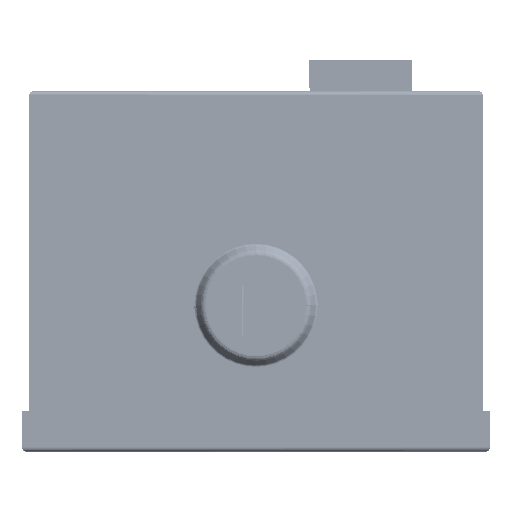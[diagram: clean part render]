
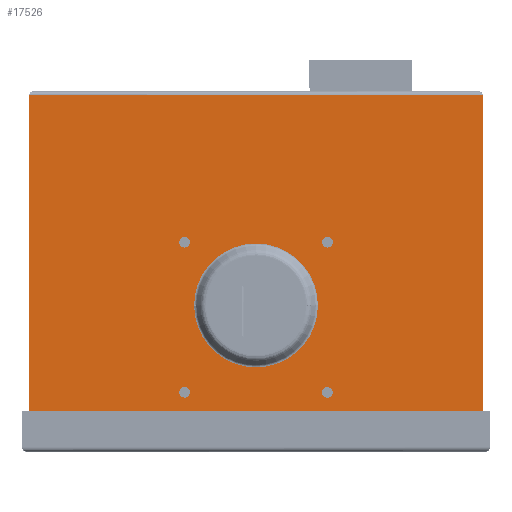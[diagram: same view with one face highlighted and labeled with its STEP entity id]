
A CAD part, front view. The second image highlights one B-rep face of the part: STEP entity #17526.
In plain terms, the highlighted planar face has unit normal (0, -1, 0).
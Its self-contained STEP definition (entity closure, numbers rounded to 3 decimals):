
#2937=CARTESIAN_POINT('',(190.5,0.,-1.8));
#2939=DIRECTION('',(-1.,0.,0.));
#2940=VECTOR('',#2939,190.5);
#2941=CARTESIAN_POINT('',(190.5,0.,-1.8));
#2942=LINE('',#2941,#2940);
#2943=CARTESIAN_POINT('',(0.,0.,-1.8));
#6021=DIRECTION('',(-0.5,0.,0.866));
#6022=VECTOR('',#6021,2.078);
#6023=CARTESIAN_POINT('',(170.739,0.,-150.));
#6024=LINE('',#6023,#6022);
#6025=DIRECTION('',(-0.5,0.,-0.866));
#6026=VECTOR('',#6025,2.078);
#6027=CARTESIAN_POINT('',(20.8,0.,-148.2));
#6028=LINE('',#6027,#6026);
#6029=DIRECTION('',(-1.,0.,0.));
#6030=VECTOR('',#6029,18.161);
#6031=CARTESIAN_POINT('',(19.761,0.,-150.));
#6032=LINE('',#6031,#6030);
#6033=CARTESIAN_POINT('',(1.6,0.,-148.4));
#6034=DIRECTION('',(0.,1.,0.));
#6035=DIRECTION('',(0.,0.,-1.));
#6036=AXIS2_PLACEMENT_3D('',#6033,#6034,#6035);
#6038=DIRECTION('',(0.,0.,-1.));
#6039=VECTOR('',#6038,146.6);
#6040=CARTESIAN_POINT('',(190.5,0.,-1.8));
#6041=LINE('',#6040,#6039);
#6042=CARTESIAN_POINT('',(188.9,0.,-148.4));
#6043=DIRECTION('',(0.,1.,0.));
#6044=DIRECTION('',(1.,0.,0.));
#6045=AXIS2_PLACEMENT_3D('',#6042,#6043,#6044);
#6047=CARTESIAN_POINT('',(95.25,0.,-90.));
#6048=DIRECTION('',(0.,-1.,0.));
#6049=DIRECTION('',(1.,0.,0.006));
#6050=AXIS2_PLACEMENT_3D('',#6047,#6048,#6049);
#6052=CARTESIAN_POINT('',(95.25,0.,-90.));
#6053=DIRECTION('',(0.,-1.,0.));
#6054=DIRECTION('',(-1.,0.,-0.006));
#6055=AXIS2_PLACEMENT_3D('',#6052,#6053,#6054);
#6057=CARTESIAN_POINT('',(125.221,0.,-126.55));
#6058=DIRECTION('',(0.,-1.,0.));
#6059=DIRECTION('',(1.,0.,0.));
#6060=AXIS2_PLACEMENT_3D('',#6057,#6058,#6059);
#6062=CARTESIAN_POINT('',(125.221,0.,-126.55));
#6063=DIRECTION('',(0.,-1.,0.));
#6064=DIRECTION('',(-1.,0.,0.));
#6065=AXIS2_PLACEMENT_3D('',#6062,#6063,#6064);
#6067=CARTESIAN_POINT('',(125.279,0.,-63.45));
#6068=DIRECTION('',(0.,-1.,0.));
#6069=DIRECTION('',(1.,0.,0.));
#6070=AXIS2_PLACEMENT_3D('',#6067,#6068,#6069);
#6072=CARTESIAN_POINT('',(125.279,0.,-63.45));
#6073=DIRECTION('',(0.,-1.,0.));
#6074=DIRECTION('',(-1.,0.,0.));
#6075=AXIS2_PLACEMENT_3D('',#6072,#6073,#6074);
#6077=CARTESIAN_POINT('',(65.279,0.,-126.45));
#6078=DIRECTION('',(0.,-1.,0.));
#6079=DIRECTION('',(1.,0.,0.));
#6080=AXIS2_PLACEMENT_3D('',#6077,#6078,#6079);
#6082=CARTESIAN_POINT('',(65.279,0.,-126.45));
#6083=DIRECTION('',(0.,-1.,0.));
#6084=DIRECTION('',(-1.,0.,0.));
#6085=AXIS2_PLACEMENT_3D('',#6082,#6083,#6084);
#6087=CARTESIAN_POINT('',(65.279,0.,-63.45));
#6088=DIRECTION('',(0.,-1.,0.));
#6089=DIRECTION('',(1.,0.,0.));
#6090=AXIS2_PLACEMENT_3D('',#6087,#6088,#6089);
#6092=CARTESIAN_POINT('',(65.279,0.,-63.45));
#6093=DIRECTION('',(0.,-1.,0.));
#6094=DIRECTION('',(-1.,0.,0.));
#6095=AXIS2_PLACEMENT_3D('',#6092,#6093,#6094);
#6101=DIRECTION('',(1.,0.,0.));
#6102=VECTOR('',#6101,148.9);
#6103=CARTESIAN_POINT('',(20.8,0.,-148.2));
#6104=LINE('',#6103,#6102);
#6157=DIRECTION('',(0.,0.,-1.));
#6158=VECTOR('',#6157,146.6);
#6159=CARTESIAN_POINT('',(0.,0.,-1.8));
#6160=LINE('',#6159,#6158);
#6209=DIRECTION('',(1.,0.,0.));
#6210=VECTOR('',#6209,18.161);
#6211=CARTESIAN_POINT('',(170.739,0.,-150.));
#6212=LINE('',#6211,#6210);
#6217=CARTESIAN_POINT('',(95.25,0.,-90.));
#6218=DIRECTION('',(0.,1.,0.));
#6219=DIRECTION('',(1.,0.,0.006));
#6220=AXIS2_PLACEMENT_3D('',#6217,#6218,#6219);
#6237=CARTESIAN_POINT('',(95.25,0.,-90.));
#6238=DIRECTION('',(0.,1.,0.));
#6239=DIRECTION('',(-1.,0.,-0.006));
#6240=AXIS2_PLACEMENT_3D('',#6237,#6238,#6239);
#11368=VERTEX_POINT('',#2943);
#11371=VERTEX_POINT('',#2937);
#12642=CARTESIAN_POINT('',(170.739,0.,-150.));
#12643=CARTESIAN_POINT('',(169.7,0.,-148.2));
#12644=VERTEX_POINT('',#12642);
#12645=VERTEX_POINT('',#12643);
#12646=CARTESIAN_POINT('',(20.8,0.,-148.2));
#12647=VERTEX_POINT('',#12646);
#12648=CARTESIAN_POINT('',(19.761,0.,-150.));
#12649=VERTEX_POINT('',#12648);
#12650=CARTESIAN_POINT('',(1.6,0.,-150.));
#12651=VERTEX_POINT('',#12650);
#12652=CARTESIAN_POINT('',(0.,0.,-148.4));
#12653=VERTEX_POINT('',#12652);
#12654=CARTESIAN_POINT('',(190.5,0.,-148.4));
#12655=VERTEX_POINT('',#12654);
#12656=CARTESIAN_POINT('',(188.9,0.,-150.));
#12657=VERTEX_POINT('',#12656);
#12658=CARTESIAN_POINT('',(121.25,0.,-89.852));
#12659=CARTESIAN_POINT('',(69.25,0.,-89.999));
#12660=VERTEX_POINT('',#12658);
#12661=VERTEX_POINT('',#12659);
#12662=CARTESIAN_POINT('',(121.25,0.,-90.001));
#12663=VERTEX_POINT('',#12662);
#12664=CARTESIAN_POINT('',(69.25,0.,-90.148));
#12665=VERTEX_POINT('',#12664);
#12666=CARTESIAN_POINT('',(127.471,0.,-126.55));
#12667=CARTESIAN_POINT('',(122.971,0.,-126.55));
#12668=VERTEX_POINT('',#12666);
#12669=VERTEX_POINT('',#12667);
#12670=CARTESIAN_POINT('',(127.529,0.,-63.45));
#12671=CARTESIAN_POINT('',(123.029,0.,-63.45));
#12672=VERTEX_POINT('',#12670);
#12673=VERTEX_POINT('',#12671);
#12674=CARTESIAN_POINT('',(67.529,0.,-126.45));
#12675=CARTESIAN_POINT('',(63.029,0.,-126.45));
#12676=VERTEX_POINT('',#12674);
#12677=VERTEX_POINT('',#12675);
#12678=CARTESIAN_POINT('',(67.529,0.,-63.45));
#12679=CARTESIAN_POINT('',(63.029,0.,-63.45));
#12680=VERTEX_POINT('',#12678);
#12681=VERTEX_POINT('',#12679);
#17467=CARTESIAN_POINT('',(0.,0.,0.));
#17468=DIRECTION('',(0.,-1.,0.));
#17469=DIRECTION('',(1.,0.,0.));
#17470=AXIS2_PLACEMENT_3D('',#17467,#17468,#17469);
#17471=PLANE('',#17470);
#17472=ORIENTED_EDGE('',*,*,#17457,.T.);
#17474=ORIENTED_EDGE('',*,*,#17473,.F.);
#17476=ORIENTED_EDGE('',*,*,#17475,.T.);
#17478=ORIENTED_EDGE('',*,*,#17477,.T.);
#17480=ORIENTED_EDGE('',*,*,#17479,.T.);
#17482=ORIENTED_EDGE('',*,*,#17481,.F.);
#17483=ORIENTED_EDGE('',*,*,#15212,.F.);
#17485=ORIENTED_EDGE('',*,*,#17484,.T.);
#17487=ORIENTED_EDGE('',*,*,#17486,.T.);
#17489=ORIENTED_EDGE('',*,*,#17488,.F.);
#17490=EDGE_LOOP('',(#17472,#17474,#17476,#17478,#17480,#17482,#17483,#17485,
#17487,#17489));
#17491=FACE_OUTER_BOUND('',#17490,.F.);
#17493=ORIENTED_EDGE('',*,*,#17492,.F.);
#17495=ORIENTED_EDGE('',*,*,#17494,.T.);
#17497=ORIENTED_EDGE('',*,*,#17496,.F.);
#17499=ORIENTED_EDGE('',*,*,#17498,.T.);
#17500=EDGE_LOOP('',(#17493,#17495,#17497,#17499));
#17501=FACE_BOUND('',#17500,.F.);
#17503=ORIENTED_EDGE('',*,*,#17502,.T.);
#17505=ORIENTED_EDGE('',*,*,#17504,.T.);
#17506=EDGE_LOOP('',(#17503,#17505));
#17507=FACE_BOUND('',#17506,.F.);
#17509=ORIENTED_EDGE('',*,*,#17508,.T.);
#17511=ORIENTED_EDGE('',*,*,#17510,.T.);
#17512=EDGE_LOOP('',(#17509,#17511));
#17513=FACE_BOUND('',#17512,.F.);
#17515=ORIENTED_EDGE('',*,*,#17514,.T.);
#17517=ORIENTED_EDGE('',*,*,#17516,.T.);
#17518=EDGE_LOOP('',(#17515,#17517));
#17519=FACE_BOUND('',#17518,.F.);
#17521=ORIENTED_EDGE('',*,*,#17520,.T.);
#17523=ORIENTED_EDGE('',*,*,#17522,.T.);
#17524=EDGE_LOOP('',(#17521,#17523));
#17525=FACE_BOUND('',#17524,.F.);
#17526=ADVANCED_FACE('',(#17491,#17501,#17507,#17513,#17519,#17525),#17471,.T.);
#6037=CIRCLE('',#6036,1.6);
#6046=CIRCLE('',#6045,1.6);
#6051=CIRCLE('',#6050,26.);
#6056=CIRCLE('',#6055,26.);
#6061=CIRCLE('',#6060,2.25);
#6066=CIRCLE('',#6065,2.25);
#6071=CIRCLE('',#6070,2.25);
#6076=CIRCLE('',#6075,2.25);
#6081=CIRCLE('',#6080,2.25);
#6086=CIRCLE('',#6085,2.25);
#6091=CIRCLE('',#6090,2.25);
#6096=CIRCLE('',#6095,2.25);
#6221=CIRCLE('',#6220,26.);
#6241=CIRCLE('',#6240,26.);
#15212=EDGE_CURVE('',#11371,#11368,#2942,.T.);
#17457=EDGE_CURVE('',#12644,#12645,#6024,.T.);
#17473=EDGE_CURVE('',#12647,#12645,#6104,.T.);
#17475=EDGE_CURVE('',#12647,#12649,#6028,.T.);
#17477=EDGE_CURVE('',#12649,#12651,#6032,.T.);
#17479=EDGE_CURVE('',#12651,#12653,#6037,.T.);
#17481=EDGE_CURVE('',#11368,#12653,#6160,.T.);
#17484=EDGE_CURVE('',#11371,#12655,#6041,.T.);
#17486=EDGE_CURVE('',#12655,#12657,#6046,.T.);
#17488=EDGE_CURVE('',#12644,#12657,#6212,.T.);
#17492=EDGE_CURVE('',#12660,#12663,#6221,.T.);
#17494=EDGE_CURVE('',#12660,#12661,#6051,.T.);
#17496=EDGE_CURVE('',#12665,#12661,#6241,.T.);
#17498=EDGE_CURVE('',#12665,#12663,#6056,.T.);
#17502=EDGE_CURVE('',#12668,#12669,#6061,.T.);
#17504=EDGE_CURVE('',#12669,#12668,#6066,.T.);
#17508=EDGE_CURVE('',#12672,#12673,#6071,.T.);
#17510=EDGE_CURVE('',#12673,#12672,#6076,.T.);
#17514=EDGE_CURVE('',#12676,#12677,#6081,.T.);
#17516=EDGE_CURVE('',#12677,#12676,#6086,.T.);
#17520=EDGE_CURVE('',#12680,#12681,#6091,.T.);
#17522=EDGE_CURVE('',#12681,#12680,#6096,.T.);
